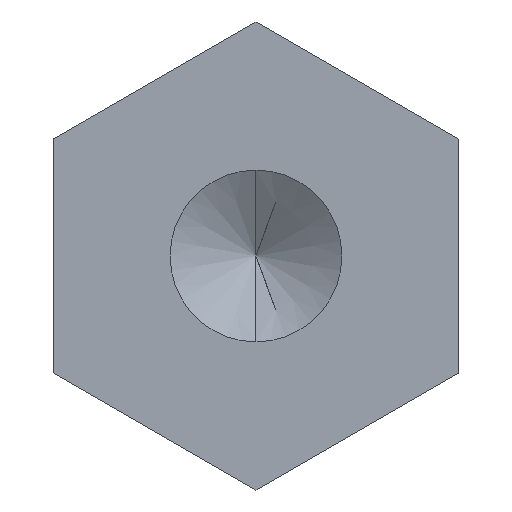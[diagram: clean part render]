
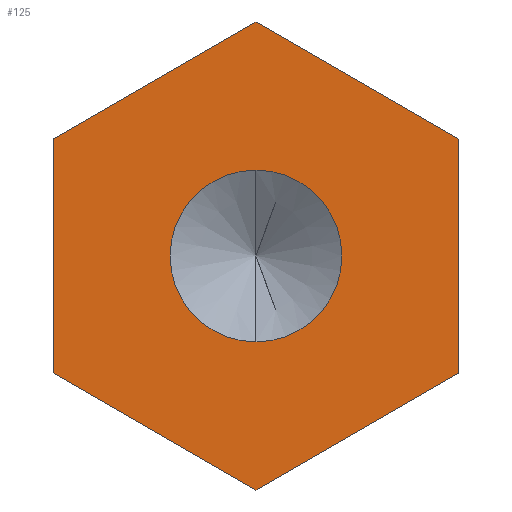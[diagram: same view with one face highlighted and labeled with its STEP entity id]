
A CAD part, left-side view. The second image highlights one B-rep face of the part: STEP entity #125.
In plain terms, the highlighted planar face has unit normal (-1, 0, 0).
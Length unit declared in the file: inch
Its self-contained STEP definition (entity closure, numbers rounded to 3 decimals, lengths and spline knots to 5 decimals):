
#1 = CARTESIAN_POINT ( 'NONE',  ( -3., 0., 0.21651 ) ) ;
#3 = DIRECTION ( 'NONE',  ( 0., -0.866, -0.5 ) ) ;
#8 = FACE_BOUND ( 'NONE', #404, .T. ) ;
#22 = ORIENTED_EDGE ( 'NONE', *, *, #69, .F. ) ;
#30 = VERTEX_POINT ( 'NONE', #236 ) ;
#38 = LINE ( 'NONE', #465, #288 ) ;
#40 = DIRECTION ( 'NONE',  ( 1., 0., 0. ) ) ;
#43 = VECTOR ( 'NONE', #169, 39.37008 ) ;
#62 = VERTEX_POINT ( 'NONE', #195 ) ;
#64 = VERTEX_POINT ( 'NONE', #504 ) ;
#69 = EDGE_CURVE ( 'NONE', #64, #398, #469, .T. ) ;
#71 = DIRECTION ( 'NONE',  ( 0., 0.866, 0.5 ) ) ;
#77 = EDGE_CURVE ( 'NONE', #398, #499, #38, .T. ) ;
#80 = CARTESIAN_POINT ( 'NONE',  ( -3., 0., 0. ) ) ;
#101 = EDGE_CURVE ( 'NONE', #483, #140, #290, .T. ) ;
#111 = CARTESIAN_POINT ( 'NONE',  ( -3., -0.1875, 0.10825 ) ) ;
#119 = CARTESIAN_POINT ( 'NONE',  ( -3., 0.1875, -0.10825 ) ) ;
#125 = ADVANCED_FACE ( 'NONE', ( #8, #252 ), #284, .F. ) ;
#139 = VECTOR ( 'NONE', #426, 39.37008 ) ;
#140 = VERTEX_POINT ( 'NONE', #1 ) ;
#156 = DIRECTION ( 'NONE',  ( 0., 0., -1. ) ) ;
#158 = ORIENTED_EDGE ( 'NONE', *, *, #101, .F. ) ;
#169 = DIRECTION ( 'NONE',  ( 0., 0., 1. ) ) ;
#175 = DIRECTION ( 'NONE',  ( -1., 0., 0. ) ) ;
#181 = AXIS2_PLACEMENT_3D ( 'NONE', #348, #501, #272 ) ;
#195 = CARTESIAN_POINT ( 'NONE',  ( -3., -0.1875, 0.10825 ) ) ;
#203 = VECTOR ( 'NONE', #156, 39.37008 ) ;
#228 = EDGE_CURVE ( 'NONE', #298, #30, #260, .T. ) ;
#230 = AXIS2_PLACEMENT_3D ( 'NONE', #80, #40, #512 ) ;
#236 = CARTESIAN_POINT ( 'NONE',  ( -3., 0., 0.0795 ) ) ;
#246 = AXIS2_PLACEMENT_3D ( 'NONE', #367, #175, #370 ) ;
#252 = FACE_OUTER_BOUND ( 'NONE', #471, .T. ) ;
#260 = CIRCLE ( 'NONE', #246, 0.0795 ) ;
#267 = CARTESIAN_POINT ( 'NONE',  ( -3., 0., -0.21651 ) ) ;
#271 = CIRCLE ( 'NONE', #181, 0.0795 ) ;
#272 = DIRECTION ( 'NONE',  ( 0., 0., 1. ) ) ;
#284 = PLANE ( 'NONE',  #230 ) ;
#288 = VECTOR ( 'NONE', #71, 39.37008 ) ;
#290 = LINE ( 'NONE', #476, #442 ) ;
#298 = VERTEX_POINT ( 'NONE', #454 ) ;
#306 = ORIENTED_EDGE ( 'NONE', *, *, #311, .F. ) ;
#311 = EDGE_CURVE ( 'NONE', #30, #298, #271, .T. ) ;
#315 = ORIENTED_EDGE ( 'NONE', *, *, #468, .F. ) ;
#318 = ORIENTED_EDGE ( 'NONE', *, *, #77, .F. ) ;
#348 = CARTESIAN_POINT ( 'NONE',  ( -3., 0., 0. ) ) ;
#361 = LINE ( 'NONE', #433, #43 ) ;
#367 = CARTESIAN_POINT ( 'NONE',  ( -3., 0., 0. ) ) ;
#370 = DIRECTION ( 'NONE',  ( 0., 0., 1. ) ) ;
#374 = ORIENTED_EDGE ( 'NONE', *, *, #228, .F. ) ;
#380 = EDGE_CURVE ( 'NONE', #62, #64, #384, .T. ) ;
#384 = LINE ( 'NONE', #111, #203 ) ;
#391 = LINE ( 'NONE', #429, #478 ) ;
#396 = CARTESIAN_POINT ( 'NONE',  ( -3., -0.1875, -0.10825 ) ) ;
#398 = VERTEX_POINT ( 'NONE', #267 ) ;
#404 = EDGE_LOOP ( 'NONE', ( #306, #374 ) ) ;
#413 = ORIENTED_EDGE ( 'NONE', *, *, #380, .F. ) ;
#420 = ORIENTED_EDGE ( 'NONE', *, *, #507, .F. ) ;
#426 = DIRECTION ( 'NONE',  ( 0., 0.866, -0.5 ) ) ;
#429 = CARTESIAN_POINT ( 'NONE',  ( -3., 0., 0.21651 ) ) ;
#433 = CARTESIAN_POINT ( 'NONE',  ( -3., 0.1875, -0.10825 ) ) ;
#437 = DIRECTION ( 'NONE',  ( 0., -0.866, 0.5 ) ) ;
#442 = VECTOR ( 'NONE', #437, 39.37008 ) ;
#454 = CARTESIAN_POINT ( 'NONE',  ( -3., 0., -0.0795 ) ) ;
#465 = CARTESIAN_POINT ( 'NONE',  ( -3., 0., -0.21651 ) ) ;
#468 = EDGE_CURVE ( 'NONE', #140, #62, #391, .T. ) ;
#469 = LINE ( 'NONE', #396, #139 ) ;
#471 = EDGE_LOOP ( 'NONE', ( #22, #413, #315, #158, #420, #318 ) ) ;
#475 = CARTESIAN_POINT ( 'NONE',  ( -3., 0.1875, 0.10825 ) ) ;
#476 = CARTESIAN_POINT ( 'NONE',  ( -3., 0.1875, 0.10825 ) ) ;
#478 = VECTOR ( 'NONE', #3, 39.37008 ) ;
#483 = VERTEX_POINT ( 'NONE', #475 ) ;
#499 = VERTEX_POINT ( 'NONE', #119 ) ;
#501 = DIRECTION ( 'NONE',  ( -1., 0., 0. ) ) ;
#504 = CARTESIAN_POINT ( 'NONE',  ( -3., -0.1875, -0.10825 ) ) ;
#507 = EDGE_CURVE ( 'NONE', #499, #483, #361, .T. ) ;
#512 = DIRECTION ( 'NONE',  ( 0., 0., -1. ) ) ;
